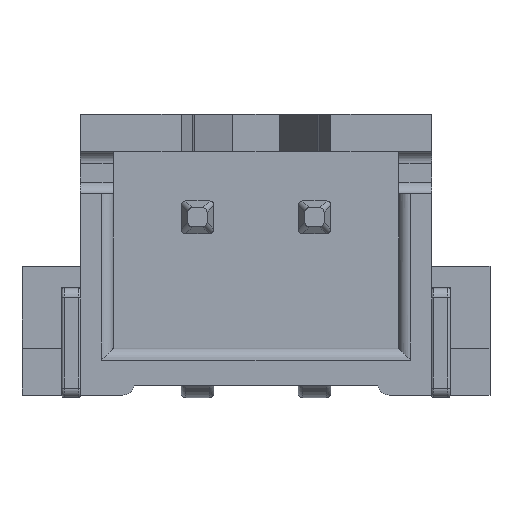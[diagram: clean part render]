
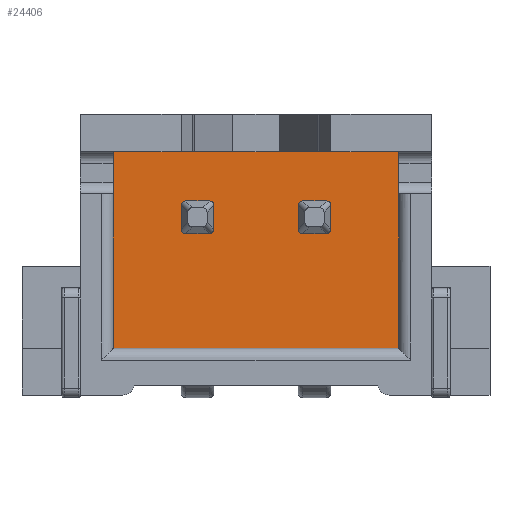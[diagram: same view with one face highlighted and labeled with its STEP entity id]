
A CAD part, front view. The second image highlights one B-rep face of the part: STEP entity #24406.
In plain terms, the highlighted planar face has unit normal (0, -1, 0).
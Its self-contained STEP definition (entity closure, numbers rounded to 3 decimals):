
#194 = VERTEX_POINT ( 'NONE', #19880 ) ;
#776 = CARTESIAN_POINT ( 'NONE',  ( -3.05, 1., 1.05 ) ) ;
#1810 = ORIENTED_EDGE ( 'NONE', *, *, #8778, .T. ) ;
#2078 = DIRECTION ( 'NONE',  ( 0., -1., 0. ) ) ;
#3363 = VECTOR ( 'NONE', #9599, 1000. ) ;
#3427 = CARTESIAN_POINT ( 'NONE',  ( 3.05, 1., 5.25 ) ) ;
#5353 = EDGE_CURVE ( 'NONE', #5552, #194, #15556, .T. ) ;
#5552 = VERTEX_POINT ( 'NONE', #19141 ) ;
#5621 = PLANE ( 'NONE',  #10503 ) ;
#5640 = VERTEX_POINT ( 'NONE', #13939 ) ;
#6904 = LINE ( 'NONE', #776, #18121 ) ;
#8114 = DIRECTION ( 'NONE',  ( 0., 0., -1. ) ) ;
#8621 = DIRECTION ( 'NONE',  ( 1., 0., 0. ) ) ;
#8687 = VERTEX_POINT ( 'NONE', #18289 ) ;
#8778 = EDGE_CURVE ( 'NONE', #5640, #8687, #21503, .T. ) ;
#9599 = DIRECTION ( 'NONE',  ( 0., 0., -1. ) ) ;
#9839 = CARTESIAN_POINT ( 'NONE',  ( -3.05, 1., 5.25 ) ) ;
#10493 = EDGE_CURVE ( 'NONE', #8687, #5552, #6904, .T. ) ;
#10503 = AXIS2_PLACEMENT_3D ( 'NONE', #11996, #2078, #8114 ) ;
#11108 = ORIENTED_EDGE ( 'NONE', *, *, #10493, .T. ) ;
#11990 = LINE ( 'NONE', #22096, #20339 ) ;
#11996 = CARTESIAN_POINT ( 'NONE',  ( 0., 1., 0. ) ) ;
#12306 = ORIENTED_EDGE ( 'NONE', *, *, #23595, .T. ) ;
#13939 = CARTESIAN_POINT ( 'NONE',  ( -3.05, 1., 5.25 ) ) ;
#14780 = ORIENTED_EDGE ( 'NONE', *, *, #5353, .T. ) ;
#15556 = LINE ( 'NONE', #3427, #18153 ) ;
#18121 = VECTOR ( 'NONE', #8621, 1000. ) ;
#18153 = VECTOR ( 'NONE', #20964, 1000. ) ;
#18289 = CARTESIAN_POINT ( 'NONE',  ( -3.05, 1., 1.05 ) ) ;
#19141 = CARTESIAN_POINT ( 'NONE',  ( 3.05, 1., 1.05 ) ) ;
#19618 = DIRECTION ( 'NONE',  ( -1., 0., 0. ) ) ;
#19880 = CARTESIAN_POINT ( 'NONE',  ( 3.05, 1., 5.25 ) ) ;
#20339 = VECTOR ( 'NONE', #19618, 1000. ) ;
#20534 = EDGE_LOOP ( 'NONE', ( #14780, #12306, #1810, #11108 ) ) ;
#20964 = DIRECTION ( 'NONE',  ( 0., 0., 1. ) ) ;
#21503 = LINE ( 'NONE', #9839, #3363 ) ;
#21829 = FACE_OUTER_BOUND ( 'NONE', #20534, .T. ) ;
#22096 = CARTESIAN_POINT ( 'NONE',  ( -3.05, 1., 5.25 ) ) ;
#23595 = EDGE_CURVE ( 'NONE', #194, #5640, #11990, .T. ) ;
#24406 = ADVANCED_FACE ( 'NONE', ( #21829 ), #5621, .T. ) ;
